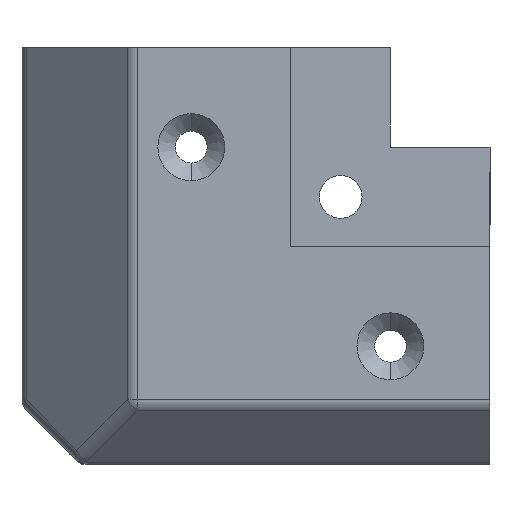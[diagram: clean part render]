
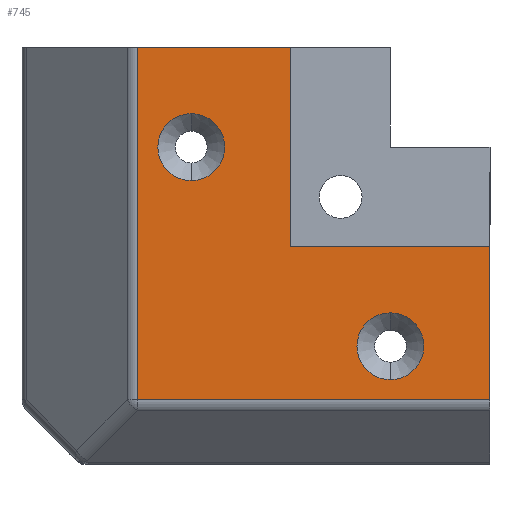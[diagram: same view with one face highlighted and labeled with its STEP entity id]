
A CAD part, front view. The second image highlights one B-rep face of the part: STEP entity #745.
In plain terms, the highlighted planar face has unit normal (0, -1, 0).
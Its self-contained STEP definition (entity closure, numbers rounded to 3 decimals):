
#19 = EDGE_CURVE ( 'NONE', #2126, #1556, #908, .T. ) ;
#23 = LINE ( 'NONE', #1117, #1204 ) ;
#28 = ORIENTED_EDGE ( 'NONE', *, *, #19, .F. ) ;
#78 = ORIENTED_EDGE ( 'NONE', *, *, #1100, .T. ) ;
#91 = VERTEX_POINT ( 'NONE', #754 ) ;
#105 = EDGE_CURVE ( 'NONE', #91, #1546, #23, .T. ) ;
#117 = CIRCLE ( 'NONE', #394, 3.36 ) ;
#165 = VECTOR ( 'NONE', #766, 1000. ) ;
#166 = DIRECTION ( 'NONE',  ( 0., 0., -1. ) ) ;
#170 = CARTESIAN_POINT ( 'NONE',  ( 27., 0., -15.379 ) ) ;
#201 = EDGE_LOOP ( 'NONE', ( #28, #723 ) ) ;
#217 = CARTESIAN_POINT ( 'NONE',  ( 27., 0., 0. ) ) ;
#237 = CARTESIAN_POINT ( 'NONE',  ( 37., 0., -10. ) ) ;
#284 = ORIENTED_EDGE ( 'NONE', *, *, #1806, .T. ) ;
#302 = EDGE_CURVE ( 'NONE', #1266, #1119, #1366, .T. ) ;
#331 = AXIS2_PLACEMENT_3D ( 'NONE', #1130, #610, #1300 ) ;
#344 = DIRECTION ( 'NONE',  ( 0., 0., -1. ) ) ;
#345 = DIRECTION ( 'NONE',  ( -1., 0., 0. ) ) ;
#394 = AXIS2_PLACEMENT_3D ( 'NONE', #237, #2190, #1485 ) ;
#470 = VECTOR ( 'NONE', #2177, 1000. ) ;
#492 = CARTESIAN_POINT ( 'NONE',  ( 37., 0., -10. ) ) ;
#520 = CARTESIAN_POINT ( 'NONE',  ( 27., 0., 20. ) ) ;
#563 = EDGE_CURVE ( 'NONE', #1119, #1290, #1112, .T. ) ;
#590 = VECTOR ( 'NONE', #345, 1000. ) ;
#598 = AXIS2_PLACEMENT_3D ( 'NONE', #492, #1920, #1515 ) ;
#610 = DIRECTION ( 'NONE',  ( 0., -1., 0. ) ) ;
#634 = DIRECTION ( 'NONE',  ( 0., 0., -1. ) ) ;
#652 = CARTESIAN_POINT ( 'NONE',  ( 11.621, 0., -15.379 ) ) ;
#673 = DIRECTION ( 'NONE',  ( 1., 0., 0. ) ) ;
#723 = ORIENTED_EDGE ( 'NONE', *, *, #1572, .F. ) ;
#740 = CARTESIAN_POINT ( 'NONE',  ( 17., 0., 13.36 ) ) ;
#745 = ADVANCED_FACE ( 'NONE', ( #1721, #1876, #804 ), #2041, .T. ) ;
#754 = CARTESIAN_POINT ( 'NONE',  ( 47., 0., 0. ) ) ;
#766 = DIRECTION ( 'NONE',  ( 0., 0., -1. ) ) ;
#768 = AXIS2_PLACEMENT_3D ( 'NONE', #1143, #982, #815 ) ;
#804 = FACE_OUTER_BOUND ( 'NONE', #1953, .T. ) ;
#815 = DIRECTION ( 'NONE',  ( 0., 0., -1. ) ) ;
#816 = VERTEX_POINT ( 'NONE', #1987 ) ;
#831 = EDGE_CURVE ( 'NONE', #1266, #1731, #2147, .T. ) ;
#833 = VECTOR ( 'NONE', #166, 1000. ) ;
#839 = CARTESIAN_POINT ( 'NONE',  ( 11.621, 0., 20. ) ) ;
#851 = CIRCLE ( 'NONE', #1817, 3.36 ) ;
#855 = ORIENTED_EDGE ( 'NONE', *, *, #105, .F. ) ;
#888 = EDGE_LOOP ( 'NONE', ( #1708, #1703 ) ) ;
#891 = LINE ( 'NONE', #170, #470 ) ;
#908 = CIRCLE ( 'NONE', #331, 3.36 ) ;
#982 = DIRECTION ( 'NONE',  ( 0., -1., 0. ) ) ;
#1005 = CARTESIAN_POINT ( 'NONE',  ( 11.621, 0., 20. ) ) ;
#1042 = LINE ( 'NONE', #1593, #590 ) ;
#1055 = CARTESIAN_POINT ( 'NONE',  ( 27., 0., 0. ) ) ;
#1062 = CARTESIAN_POINT ( 'NONE',  ( 47., 0., -15.379 ) ) ;
#1100 = EDGE_CURVE ( 'NONE', #91, #1290, #1042, .T. ) ;
#1112 = LINE ( 'NONE', #217, #165 ) ;
#1117 = CARTESIAN_POINT ( 'NONE',  ( 47., 0., 0. ) ) ;
#1119 = VERTEX_POINT ( 'NONE', #520 ) ;
#1130 = CARTESIAN_POINT ( 'NONE',  ( 17., 0., 10. ) ) ;
#1143 = CARTESIAN_POINT ( 'NONE',  ( 0., 0., 0. ) ) ;
#1204 = VECTOR ( 'NONE', #634, 1000. ) ;
#1239 = CARTESIAN_POINT ( 'NONE',  ( 11.621, 0., -16. ) ) ;
#1242 = ORIENTED_EDGE ( 'NONE', *, *, #563, .F. ) ;
#1266 = VERTEX_POINT ( 'NONE', #1005 ) ;
#1273 = EDGE_CURVE ( 'NONE', #816, #1473, #2326, .T. ) ;
#1279 = VECTOR ( 'NONE', #673, 1000. ) ;
#1290 = VERTEX_POINT ( 'NONE', #1055 ) ;
#1300 = DIRECTION ( 'NONE',  ( 0., 0., -1. ) ) ;
#1366 = LINE ( 'NONE', #839, #1279 ) ;
#1473 = VERTEX_POINT ( 'NONE', #1490 ) ;
#1485 = DIRECTION ( 'NONE',  ( 0., 0., -1. ) ) ;
#1490 = CARTESIAN_POINT ( 'NONE',  ( 37., 0., -6.64 ) ) ;
#1515 = DIRECTION ( 'NONE',  ( 0., 0., -1. ) ) ;
#1546 = VERTEX_POINT ( 'NONE', #1062 ) ;
#1556 = VERTEX_POINT ( 'NONE', #740 ) ;
#1572 = EDGE_CURVE ( 'NONE', #1556, #2126, #851, .T. ) ;
#1593 = CARTESIAN_POINT ( 'NONE',  ( 47., 0., 0. ) ) ;
#1594 = ORIENTED_EDGE ( 'NONE', *, *, #831, .T. ) ;
#1617 = DIRECTION ( 'NONE',  ( 0., -1., 0. ) ) ;
#1700 = EDGE_CURVE ( 'NONE', #1473, #816, #117, .T. ) ;
#1703 = ORIENTED_EDGE ( 'NONE', *, *, #1700, .F. ) ;
#1708 = ORIENTED_EDGE ( 'NONE', *, *, #1273, .F. ) ;
#1721 = FACE_BOUND ( 'NONE', #201, .T. ) ;
#1731 = VERTEX_POINT ( 'NONE', #652 ) ;
#1806 = EDGE_CURVE ( 'NONE', #1731, #1546, #891, .T. ) ;
#1817 = AXIS2_PLACEMENT_3D ( 'NONE', #2164, #1617, #344 ) ;
#1876 = FACE_BOUND ( 'NONE', #888, .T. ) ;
#1920 = DIRECTION ( 'NONE',  ( 0., -1., 0. ) ) ;
#1953 = EDGE_LOOP ( 'NONE', ( #1242, #1982, #1594, #284, #855, #78 ) ) ;
#1982 = ORIENTED_EDGE ( 'NONE', *, *, #302, .F. ) ;
#1987 = CARTESIAN_POINT ( 'NONE',  ( 37., 0., -13.36 ) ) ;
#2041 = PLANE ( 'NONE',  #768 ) ;
#2126 = VERTEX_POINT ( 'NONE', #2268 ) ;
#2147 = LINE ( 'NONE', #1239, #833 ) ;
#2164 = CARTESIAN_POINT ( 'NONE',  ( 17., 0., 10. ) ) ;
#2177 = DIRECTION ( 'NONE',  ( 1., 0., 0. ) ) ;
#2190 = DIRECTION ( 'NONE',  ( 0., -1., 0. ) ) ;
#2268 = CARTESIAN_POINT ( 'NONE',  ( 17., 0., 6.64 ) ) ;
#2326 = CIRCLE ( 'NONE', #598, 3.36 ) ;
